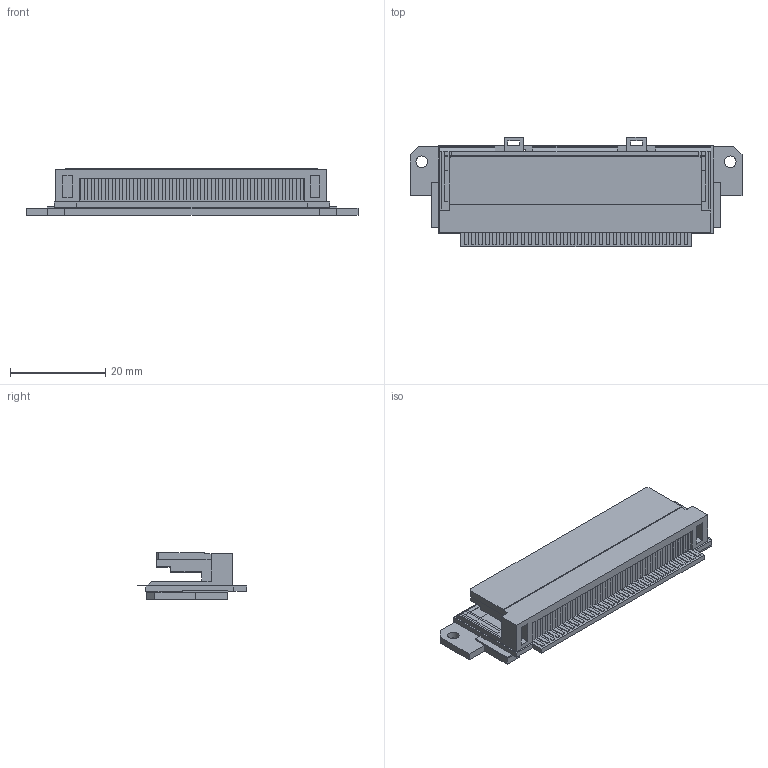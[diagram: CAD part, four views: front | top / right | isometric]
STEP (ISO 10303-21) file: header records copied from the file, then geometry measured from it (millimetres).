
FILE_DESCRIPTION(('FreeCAD Model'),'2;1');
FILE_NAME('Open CASCADE Shape Model','2022-05-27T16:53:21',('Author'),( ''),'Open CASCADE STEP processor 7.5','FreeCAD','Unknown');
FILE_SCHEMA(('AUTOMOTIVE_DESIGN { 1 0 10303 214 1 1 1 1 }'));
Length unit declared in the file: millimetre
Products named in the file (9): ags_cgb_adapter; Board_Geoms_6869; Local_CS_6869; Pcb_6869; PCB_Sketch_6869; Step_Models_6869; Top_6869; REF_Group036_2373e2988469; REF_ConnBracket_2373e2988469[2]
Assembly tree (8 placements, depth 4):
  ags_cgb_adapter
    Board_Geoms_6869
      Local_CS_6869
      Pcb_6869
      PCB_Sketch_6869
    Step_Models_6869
      Top_6869
        REF_Group036_2373e2988469
        REF_ConnBracket_2373e2988469[2]
Bounding box: 69.8 x 23 x 9.8 mm (x, y, z)
Volume: 6681.7 mm3; surface area: 8283.6 mm2
Topology: 3 solids, 3 shells, 981 faces, 2493 edges, 1530 vertices
Faces by surface type: plane 937, cylinder 44
Full cylindrical faces by diameter (mm): 1 x32, 2 x2, 2.4 x2
Entity records: 34949 total; most frequent: CARTESIAN_POINT 5013, ORIENTED_EDGE 4970, DIRECTION 4561, EDGE_CURVE 2485, LINE 2405, VECTOR 2405, VERTEX_POINT 1514, AXIS2_PLACEMENT_3D 1078
